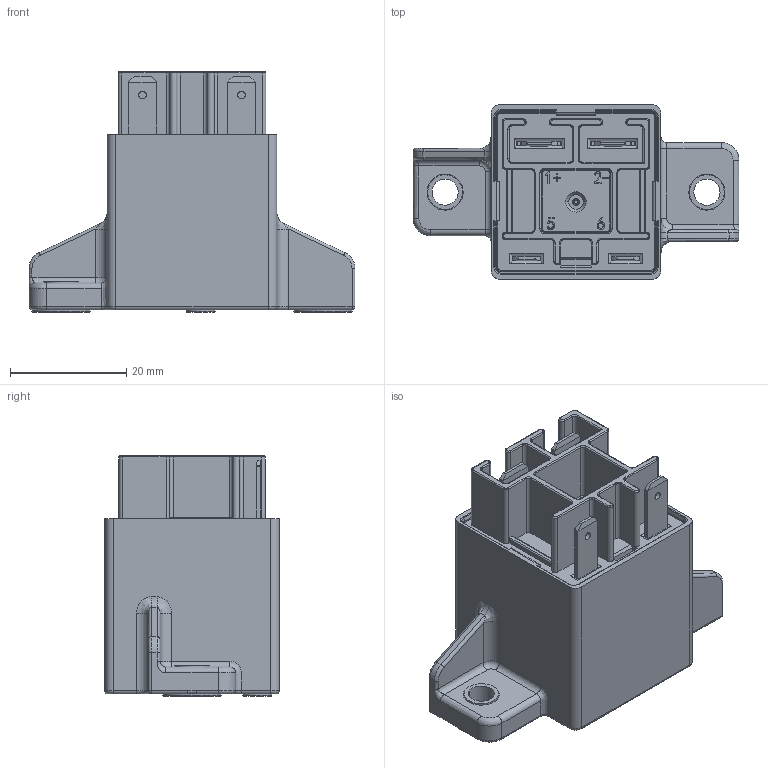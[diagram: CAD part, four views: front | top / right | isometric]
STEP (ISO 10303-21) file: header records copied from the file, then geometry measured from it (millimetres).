
FILE_DESCRIPTION (( 'STEP AP203' ), '1' );
FILE_NAME ('NVR5V-20S.STEP', '2019-01-11T00:55:48', ( 'User' ), ( 'china' ), 'SwSTEP 2.0', 'SolidWorks 2019', '' );
FILE_SCHEMA (( 'CONFIG_CONTROL_DESIGN' ));
Length unit declared in the file: millimetre
Products named in the file (1): NVR5V-20S
Bounding box: 56 x 30 x 41.3 mm (x, y, z)
Volume: 29629.1 mm3; surface area: 11126.3 mm2
Topology: 1 solids, 19 shells, 862 faces, 2172 edges, 1351 vertices
Faces by surface type: plane 405, cylinder 326, torus 74, bspline 37, sphere 10, cone 10
Entity records: 28025 total; most frequent: CARTESIAN_POINT 7317, DIRECTION 4330, ORIENTED_EDGE 4324, EDGE_CURVE 2162, AXIS2_PLACEMENT_3D 1512, VERTEX_POINT 1351, LINE 1306, VECTOR 1306
